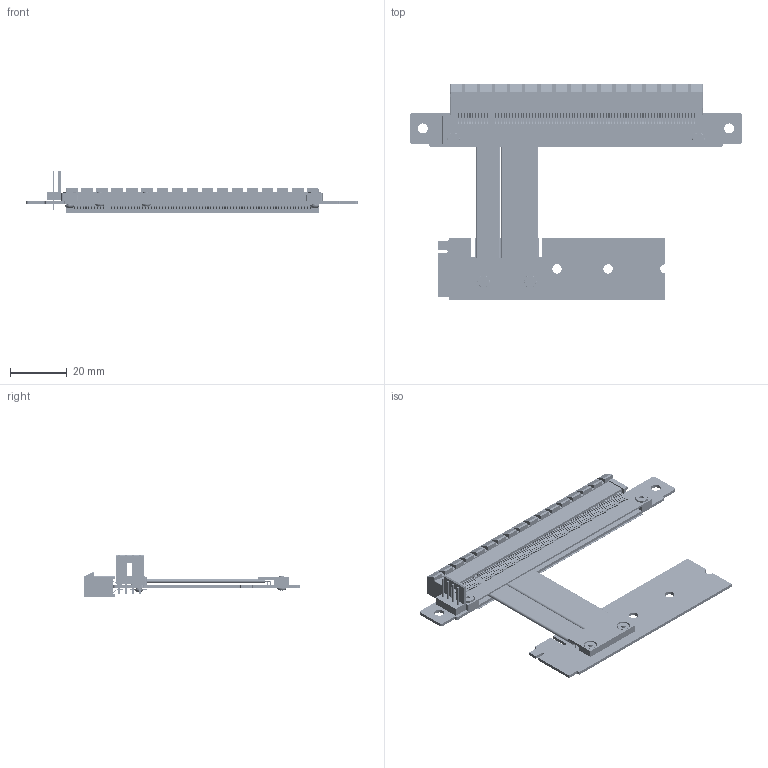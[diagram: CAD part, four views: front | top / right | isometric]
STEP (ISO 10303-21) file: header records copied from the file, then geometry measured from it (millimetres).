
FILE_DESCRIPTION(('Open CASCADE Model'),'2;1');
FILE_NAME('Open CASCADE Shape Model','2020-03-19T22:35:25',('Author'),( 'Open CASCADE'),'Open CASCADE STEP processor 6.8','Open CASCADE 6.8' ,'Unknown');
FILE_SCHEMA(('AUTOMOTIVE_DESIGN { 1 0 10303 214 1 1 1 1 }'));
Length unit declared in the file: millimetre
Products named in the file (82): PCB; Board; Open CASCADE STEP translator 6.8 35.1.1; Free-Models; Hexagon_nut_ISO_4032_(DIN_934)_-_M2_RGB9411503; G0033_RGB9411503; PCIe_x16_R3F_RGB4404530; 164PIN主體; 158; tape-3P_RGB0; RP33S-PAD; 4P_power_c-171825-4-y-3d_RGB12967653; Tape_22x5_RGB0; RP44S-PAD; cable20-43-s; cable13-43
Assembly tree (251 placements, depth 4):
  PCB
    Board
      Open CASCADE STEP translator 6.8 35.1.1
    Free-Models
      Hexagon_nut_ISO_4032_(DIN_934)_-_M2_RGB9411503  x4
      G0033_RGB9411503  x4
      PCIe_x16_R3F_RGB4404530
        164PIN主體
        158  x164
      tape-3P_RGB0
      RP33S-PAD
      4P_power_c-171825-4-y-3d_RGB12967653
      Tape_22x5_RGB0  x2
      RP44S-PAD
      cable20-43-s
      cable20-43-s
      cable20-43-s
      cable20-43-s
      cable20-43-s
      cable20-43-s
      cable20-43-s
      cable20-43-s
      cable20-43-s
      cable20-43-s
      cable20-43-s
      cable20-43-s
      cable20-43-s
      cable20-43-s
      cable20-43-s
      cable20-43-s
      cable20-43-s
      cable20-43-s
      cable20-43-s
      cable20-43-s
      cable20-43-s
      cable20-43-s
      cable20-43-s
      cable20-43-s
      cable20-43-s
      cable20-43-s
      cable20-43-s
      cable20-43-s
      cable20-43-s
      cable20-43-s
      cable20-43-s
      cable20-43-s
      cable20-43-s
      cable20-43-s
      cable20-43-s
      cable20-43-s
      cable20-43-s
      cable20-43-s
      cable20-43-s
      cable20-43-s
      cable20-43-s
      cable13-43
      cable13-43
      cable13-43
      cable13-43
      cable13-43
Bounding box: 117.08 x 76.32 x 14.97 mm (x, y, z)
Volume: 11241 mm3; surface area: 24118.6 mm2
Topology: 248 solids, 248 shells, 15027 faces, 42956 edges, 28452 vertices
Faces by surface type: plane 8913, cylinder 5992, torus 66, cone 48, revolution 8
Full cylindrical faces by diameter (mm): 0.4 x165, 0.6 x153, 1.2 x4, 2.2 x10, 3.3 x2, 3.5 x2, 4.8 x4
Entity records: 39397 total; most frequent: CARTESIAN_POINT 6024, DIRECTION 5452, ORIENTED_EDGE 4718, EDGE_CURVE 2359, AXIS2_PLACEMENT_3D 2129, VERTEX_POINT 1508, FACE_BOUND 1467, EDGE_LOOP 1467
